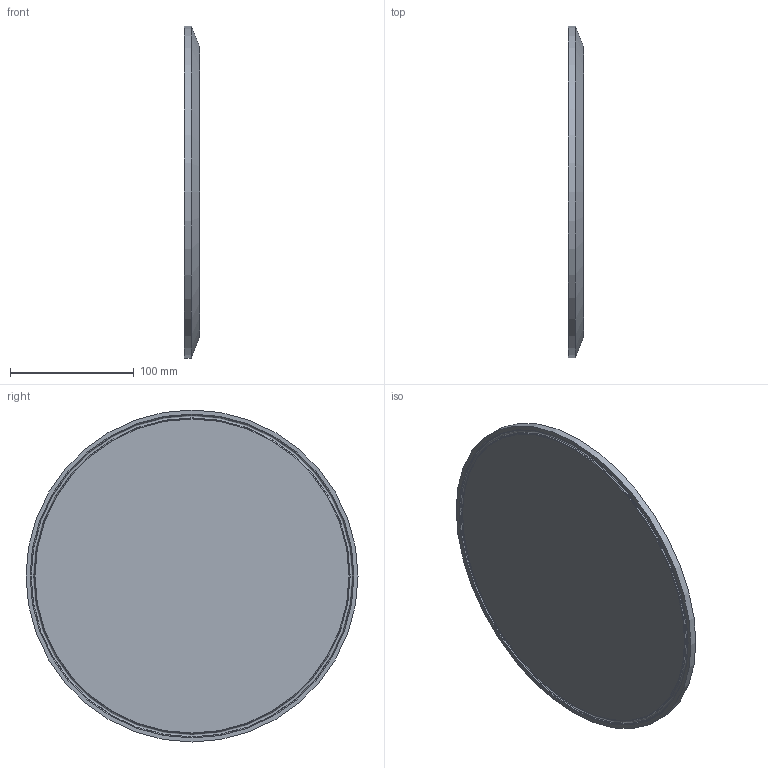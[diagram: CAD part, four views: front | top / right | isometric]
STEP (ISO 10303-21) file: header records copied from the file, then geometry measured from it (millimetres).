
FILE_DESCRIPTION(/* description */ (''),/* implementation_level */ '2;1');
FILE_NAME(/* name */ '16AMP-10.stp',/* time_stamp */ '2021-07-27T18:03:30-04:00',/* author */ ('rick'),/* organization */ (''),/* preprocessor_version */ 'ST-DEVELOPER v18',/* originating_system */ 'Autodesk Inventor 2020',/* authorisation */ '');
FILE_SCHEMA (('AUTOMOTIVE_DESIGN { 1 0 10303 214 3 1 1 }'));
Length unit declared in the file: inch
Products named in the file (1): 16AMP-10
Bounding box: 12.19 x 268.48 x 268.48 mm (x, y, z)
Volume: 641016.8 mm3; surface area: 120659.7 mm2
Topology: 1 solids, 1 shells, 11 faces, 33 edges, 25 vertices
Faces by surface type: torus 4, cone 3, plane 3, cylinder 1
Full cylindrical faces by diameter (mm): 268.478 x1
Entity records: 451 total; most frequent: DIRECTION 86, CARTESIAN_POINT 70, ORIENTED_EDGE 66, AXIS2_PLACEMENT_3D 41, EDGE_CURVE 33, CIRCLE 29, VERTEX_POINT 25, EDGE_LOOP 12
